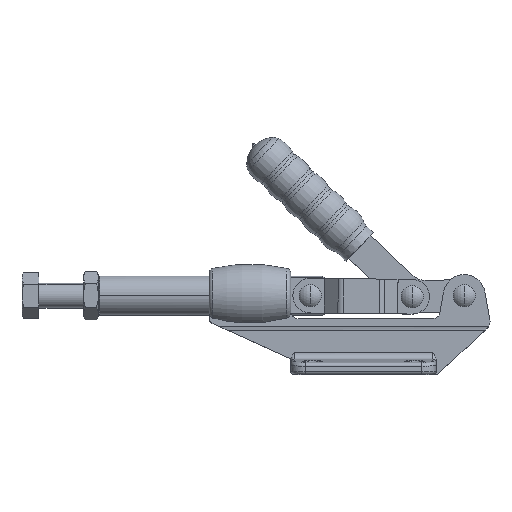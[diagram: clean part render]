
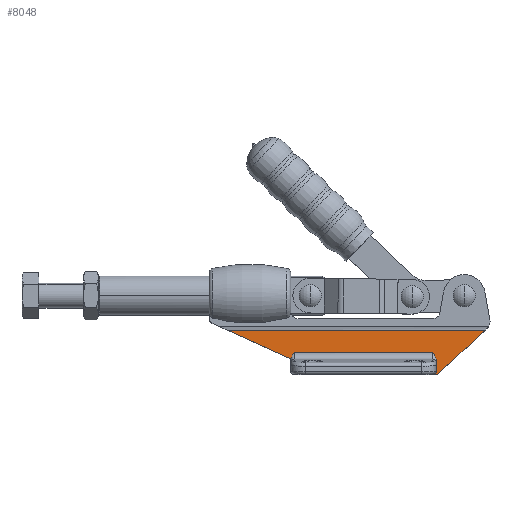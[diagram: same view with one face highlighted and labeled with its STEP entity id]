
A CAD part, top view. The second image highlights one B-rep face of the part: STEP entity #8048.
In plain terms, the highlighted planar face has unit normal (0, 0, 1).
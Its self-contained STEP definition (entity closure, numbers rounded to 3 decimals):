
#299 = ORIENTED_EDGE ( 'NONE', *, *, #5087, .T. ) ;
#395 = VECTOR ( 'NONE', #4853, 1000. ) ;
#436 = CARTESIAN_POINT ( 'NONE',  ( -21.171, 0., 5.999 ) ) ;
#471 = CARTESIAN_POINT ( 'NONE',  ( -21.171, 0., 5.999 ) ) ;
#574 = CARTESIAN_POINT ( 'NONE',  ( -21.71, 1.2, 5.999 ) ) ;
#635 = CARTESIAN_POINT ( 'NONE',  ( -80.099, 7.192, 5.999 ) ) ;
#728 = EDGE_CURVE ( 'NONE', #8155, #10661, #6772, .T. ) ;
#1042 = EDGE_CURVE ( 'NONE', #3627, #8081, #5465, .T. ) ;
#1084 = VECTOR ( 'NONE', #10422, 1000. ) ;
#1121 = ORIENTED_EDGE ( 'NONE', *, *, #8811, .T. ) ;
#1207 = EDGE_CURVE ( 'NONE', #1632, #4308, #7786, .T. ) ;
#1351 = CARTESIAN_POINT ( 'NONE',  ( -113.51, 17.895, 5.999 ) ) ;
#1463 = CARTESIAN_POINT ( 'NONE',  ( -79.583, 8.036, 5.999 ) ) ;
#1542 = CARTESIAN_POINT ( 'NONE',  ( -48.116, -24.964, 5.999 ) ) ;
#1567 = DIRECTION ( 'NONE',  ( 1., 0., 0. ) ) ;
#1632 = VERTEX_POINT ( 'NONE', #8805 ) ;
#1767 = VERTEX_POINT ( 'NONE', #574 ) ;
#1926 = EDGE_CURVE ( 'NONE', #4308, #10661, #6703, .T. ) ;
#2139 = ORIENTED_EDGE ( 'NONE', *, *, #2219, .T. ) ;
#2219 = EDGE_CURVE ( 'NONE', #2407, #1767, #5663, .T. ) ;
#2290 = CARTESIAN_POINT ( 'NONE',  ( -79.155, 8.643, 5.999 ) ) ;
#2296 = DIRECTION ( 'NONE',  ( 0., 0., -1. ) ) ;
#2407 = VERTEX_POINT ( 'NONE', #9379 ) ;
#2525 = CARTESIAN_POINT ( 'NONE',  ( -23.21, 8.841, 5.999 ) ) ;
#2990 = LINE ( 'NONE', #4630, #7143 ) ;
#2992 = CARTESIAN_POINT ( 'NONE',  ( -23.21, 8.841, 5.999 ) ) ;
#3076 = CARTESIAN_POINT ( 'NONE',  ( -80.31, 6.746, 5.999 ) ) ;
#3241 = ORIENTED_EDGE ( 'NONE', *, *, #1042, .T. ) ;
#3326 = ORIENTED_EDGE ( 'NONE', *, *, #1926, .T. ) ;
#3421 = ORIENTED_EDGE ( 'NONE', *, *, #1207, .T. ) ;
#3469 = VECTOR ( 'NONE', #4925, 1000. ) ;
#3627 = VERTEX_POINT ( 'NONE', #3893 ) ;
#3668 = CARTESIAN_POINT ( 'NONE',  ( -80.51, 8.841, 5.999 ) ) ;
#3801 = AXIS2_PLACEMENT_3D ( 'NONE', #4935, #10301, #5738 ) ;
#3821 = CARTESIAN_POINT ( 'NONE',  ( -22.063, 7.046, 5.999 ) ) ;
#3893 = CARTESIAN_POINT ( 'NONE',  ( -79.01, 8.841, 5.999 ) ) ;
#3905 = B_SPLINE_CURVE_WITH_KNOTS ( 'NONE', 3,
 ( #10539, #3076, #635, #6386, #1463, #7228, #2290, #8052 ),
 .UNSPECIFIED., .F., .F.,
 ( 4, 2, 2, 4 ),
 ( 0., 0.001, 0.002, 0.003 ),
 .UNSPECIFIED. ) ;
#4308 = VERTEX_POINT ( 'NONE', #436 ) ;
#4609 = CARTESIAN_POINT ( 'NONE',  ( -80.425, 6.262, 5.999 ) ) ;
#4630 = CARTESIAN_POINT ( 'NONE',  ( -81.898, 6.927, 5.999 ) ) ;
#4668 = CARTESIAN_POINT ( 'NONE',  ( -21.763, 6.178, 5.999 ) ) ;
#4841 = FACE_OUTER_BOUND ( 'NONE', #6797, .T. ) ;
#4853 = DIRECTION ( 'NONE',  ( 0.734, 0.68, 0. ) ) ;
#4860 = AXIS2_PLACEMENT_3D ( 'NONE', #7237, #2296, #8062 ) ;
#4864 = ORIENTED_EDGE ( 'NONE', *, *, #10635, .T. ) ;
#4925 = DIRECTION ( 'NONE',  ( 0., -1., 0. ) ) ;
#4935 = CARTESIAN_POINT ( 'NONE',  ( -80.51, 10., 5.999 ) ) ;
#4963 = VERTEX_POINT ( 'NONE', #4609 ) ;
#5087 = EDGE_CURVE ( 'NONE', #1767, #1632, #9955, .T. ) ;
#5465 = LINE ( 'NONE', #3668, #1084 ) ;
#5485 = CARTESIAN_POINT ( 'NONE',  ( -21.71, 5.57, 5.999 ) ) ;
#5582 = VECTOR ( 'NONE', #9148, 1000. ) ;
#5663 = LINE ( 'NONE', #8538, #3469 ) ;
#5738 = DIRECTION ( 'NONE',  ( 0., -1., 0. ) ) ;
#5904 = CARTESIAN_POINT ( 'NONE',  ( -106.189, 17.895, 5.999 ) ) ;
#6386 = CARTESIAN_POINT ( 'NONE',  ( -79.719, 7.83, 5.999 ) ) ;
#6703 = LINE ( 'NONE', #1542, #395 ) ;
#6772 = LINE ( 'NONE', #1351, #7806 ) ;
#6797 = EDGE_LOOP ( 'NONE', ( #3241, #7328, #2139, #299, #3421, #3326, #7496, #1121, #4864 ) ) ;
#7117 = DIRECTION ( 'NONE',  ( 0.911, -0.412, 0. ) ) ;
#7143 = VECTOR ( 'NONE', #7117, 1000. ) ;
#7228 = CARTESIAN_POINT ( 'NONE',  ( -79.302, 8.442, 5.999 ) ) ;
#7237 = CARTESIAN_POINT ( 'NONE',  ( -22.91, 1.2, 5.999 ) ) ;
#7328 = ORIENTED_EDGE ( 'NONE', *, *, #10584, .T. ) ;
#7496 = ORIENTED_EDGE ( 'NONE', *, *, #728, .F. ) ;
#7665 = B_SPLINE_CURVE_WITH_KNOTS ( 'NONE', 3,
 ( #2992, #7947, #8781, #3821, #9606, #4668, #10459, #5485 ),
 .UNSPECIFIED., .F., .F.,
 ( 4, 2, 2, 4 ),
 ( 0., 0.002, 0.003, 0.004 ),
 .UNSPECIFIED. ) ;
#7786 = LINE ( 'NONE', #471, #5582 ) ;
#7806 = VECTOR ( 'NONE', #1567, 1000. ) ;
#7947 = CARTESIAN_POINT ( 'NONE',  ( -22.849, 8.349, 5.999 ) ) ;
#8048 = ADVANCED_FACE ( 'NONE', ( #4841 ), #10697, .T. ) ;
#8052 = CARTESIAN_POINT ( 'NONE',  ( -79.01, 8.841, 5.999 ) ) ;
#8062 = DIRECTION ( 'NONE',  ( 0., -1., 0. ) ) ;
#8081 = VERTEX_POINT ( 'NONE', #2525 ) ;
#8155 = VERTEX_POINT ( 'NONE', #5904 ) ;
#8538 = CARTESIAN_POINT ( 'NONE',  ( -21.71, 9.07, 5.999 ) ) ;
#8781 = CARTESIAN_POINT ( 'NONE',  ( -22.488, 7.852, 5.999 ) ) ;
#8805 = CARTESIAN_POINT ( 'NONE',  ( -22.91, 0., 5.999 ) ) ;
#8811 = EDGE_CURVE ( 'NONE', #8155, #4963, #2990, .T. ) ;
#9148 = DIRECTION ( 'NONE',  ( 1., 0., 0. ) ) ;
#9379 = CARTESIAN_POINT ( 'NONE',  ( -21.71, 5.57, 5.999 ) ) ;
#9606 = CARTESIAN_POINT ( 'NONE',  ( -21.94, 6.765, 5.999 ) ) ;
#9713 = CARTESIAN_POINT ( 'NONE',  ( -1.856, 17.895, 5.999 ) ) ;
#9955 = CIRCLE ( 'NONE', #4860, 1.2 ) ;
#10301 = DIRECTION ( 'NONE',  ( 0., 0., 1. ) ) ;
#10422 = DIRECTION ( 'NONE',  ( 1., 0., 0. ) ) ;
#10459 = CARTESIAN_POINT ( 'NONE',  ( -21.71, 5.879, 5.999 ) ) ;
#10539 = CARTESIAN_POINT ( 'NONE',  ( -80.425, 6.262, 5.999 ) ) ;
#10584 = EDGE_CURVE ( 'NONE', #8081, #2407, #7665, .T. ) ;
#10635 = EDGE_CURVE ( 'NONE', #4963, #3627, #3905, .T. ) ;
#10661 = VERTEX_POINT ( 'NONE', #9713 ) ;
#10697 = PLANE ( 'NONE',  #3801 ) ;
